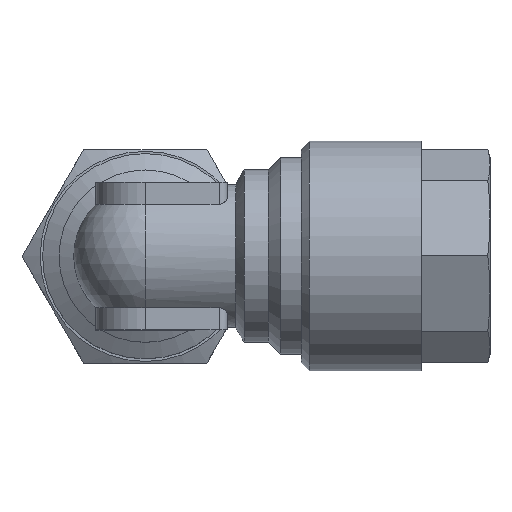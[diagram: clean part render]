
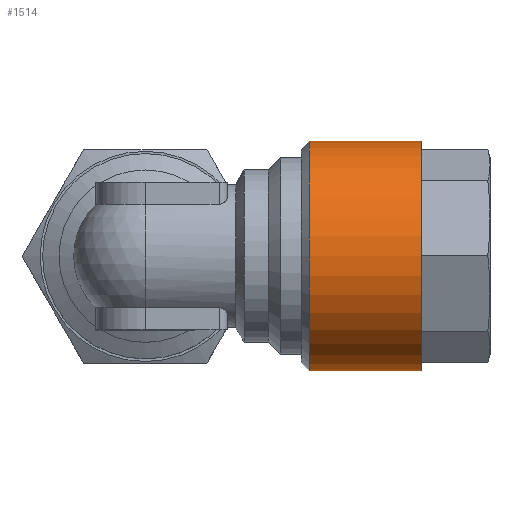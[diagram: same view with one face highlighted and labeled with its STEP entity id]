
A CAD part, top view. The second image highlights one B-rep face of the part: STEP entity #1514.
In plain terms, the highlighted cylindrical face has radius 7 mm (diameter 14 mm), a full revolution.
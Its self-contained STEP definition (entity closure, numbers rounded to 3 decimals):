
#236=CYLINDRICAL_SURFACE('',#1647,7.);
#273=FACE_BOUND('',#507,.T.);
#388=FACE_OUTER_BOUND('',#506,.T.);
#506=EDGE_LOOP('',(#738));
#507=EDGE_LOOP('',(#739));
#738=ORIENTED_EDGE('',*,*,#1097,.F.);
#739=ORIENTED_EDGE('',*,*,#1098,.T.);
#1097=EDGE_CURVE('',#1283,#1283,#1414,.T.);
#1098=EDGE_CURVE('',#1284,#1284,#1415,.T.);
#1283=VERTEX_POINT('',#2476);
#1284=VERTEX_POINT('',#2479);
#1414=CIRCLE('',#1646,7.);
#1415=CIRCLE('',#1648,7.);
#1514=ADVANCED_FACE('',(#388,#273),#236,.T.);
#1646=AXIS2_PLACEMENT_3D('',#2477,#1903,#1904);
#1647=AXIS2_PLACEMENT_3D('',#2478,#1905,#1906);
#1648=AXIS2_PLACEMENT_3D('',#2480,#1907,#1908);
#1903=DIRECTION('center_axis',(1.,0.,0.));
#1904=DIRECTION('ref_axis',(0.,1.,0.));
#1905=DIRECTION('center_axis',(1.,0.,0.));
#1906=DIRECTION('ref_axis',(0.,0.,-1.));
#1907=DIRECTION('center_axis',(1.,0.,0.));
#1908=DIRECTION('ref_axis',(0.,-1.,0.));
#2476=CARTESIAN_POINT('',(99.588,7.,106.967));
#2477=CARTESIAN_POINT('Origin',(99.588,0.,106.967));
#2478=CARTESIAN_POINT('Origin',(92.788,0.,106.967));
#2479=CARTESIAN_POINT('',(92.788,-7.,106.967));
#2480=CARTESIAN_POINT('Origin',(92.788,0.,106.967));
